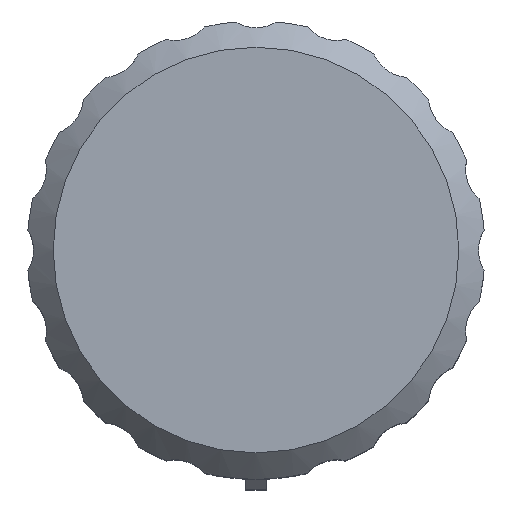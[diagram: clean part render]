
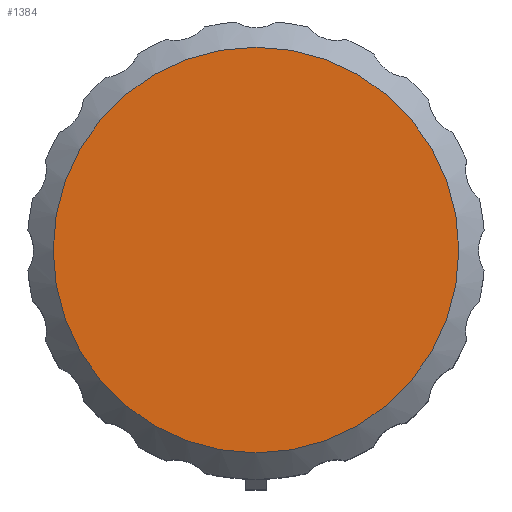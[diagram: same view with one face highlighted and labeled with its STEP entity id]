
A CAD part, top view. The second image highlights one B-rep face of the part: STEP entity #1384.
In plain terms, the highlighted planar face has unit normal (0, 0, 1).
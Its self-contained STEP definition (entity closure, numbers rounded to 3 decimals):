
#31=PLANE('',#1524);
#92=CIRCLE('',#1520,15.5);
#175=FACE_OUTER_BOUND('',#255,.T.);
#255=EDGE_LOOP('',(#1147));
#613=VERTEX_POINT('',#2608);
#796=EDGE_CURVE('',#613,#613,#92,.T.);
#1147=ORIENTED_EDGE('',*,*,#796,.F.);
#1384=ADVANCED_FACE('',(#175),#31,.T.);
#1520=AXIS2_PLACEMENT_3D('',#2609,#1821,#1822);
#1524=AXIS2_PLACEMENT_3D('',#2614,#1830,#1831);
#1821=DIRECTION('center_axis',(0.,0.,-1.));
#1822=DIRECTION('ref_axis',(1.,0.,0.));
#1830=DIRECTION('center_axis',(0.,0.,1.));
#1831=DIRECTION('ref_axis',(1.,0.,0.));
#2608=CARTESIAN_POINT('',(-60.5,-45.,2.));
#2609=CARTESIAN_POINT('Origin',(-45.,-45.,2.));
#2614=CARTESIAN_POINT('Origin',(-45.,-45.,2.));
